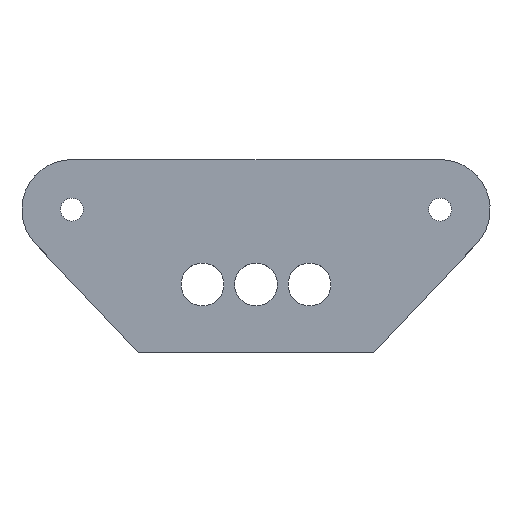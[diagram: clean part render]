
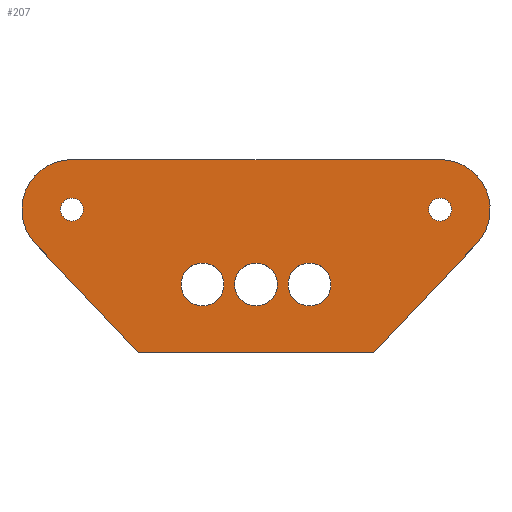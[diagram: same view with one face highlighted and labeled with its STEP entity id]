
A CAD part, top view. The second image highlights one B-rep face of the part: STEP entity #207.
In plain terms, the highlighted planar face has unit normal (0, 0, 1).
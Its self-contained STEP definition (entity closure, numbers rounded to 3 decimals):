
#42=CARTESIAN_POINT('Vertex',(-10.5,-10.5,2.5)) ;
#56=CARTESIAN_POINT('Vertex',(-4.5,-10.5,2.5)) ;
#59=CARTESIAN_POINT('Axis2P3D Location',(-7.5,-10.5,2.5)) ;
#71=CARTESIAN_POINT('Axis2P3D Location',(0.,0.,2.5)) ;
#76=CARTESIAN_POINT('Axis2P3D Location',(-25.809,0.,2.5)) ;
#80=CARTESIAN_POINT('Vertex',(-25.809,7.,2.5)) ;
#82=CARTESIAN_POINT('Vertex',(-30.89,-4.815,2.5)) ;
#85=CARTESIAN_POINT('Line Origine',(-23.695,-12.407,2.5)) ;
#89=CARTESIAN_POINT('Vertex',(-16.5,-20.,2.5)) ;
#92=CARTESIAN_POINT('Line Origine',(0.,-20.,2.5)) ;
#96=CARTESIAN_POINT('Vertex',(16.5,-20.,2.5)) ;
#99=CARTESIAN_POINT('Line Origine',(23.695,-12.407,2.5)) ;
#103=CARTESIAN_POINT('Vertex',(30.89,-4.815,2.5)) ;
#106=CARTESIAN_POINT('Axis2P3D Location',(25.809,0.,2.5)) ;
#110=CARTESIAN_POINT('Vertex',(25.809,7.,2.5)) ;
#113=CARTESIAN_POINT('Line Origine',(0.,7.,2.5)) ;
#126=CARTESIAN_POINT('Axis2P3D Location',(-7.5,-10.5,2.5)) ;
#135=CARTESIAN_POINT('Axis2P3D Location',(25.809,0.,2.5)) ;
#139=CARTESIAN_POINT('Vertex',(24.209,0.,2.5)) ;
#141=CARTESIAN_POINT('Vertex',(27.409,0.,2.5)) ;
#144=CARTESIAN_POINT('Axis2P3D Location',(25.809,0.,2.5)) ;
#153=CARTESIAN_POINT('Axis2P3D Location',(-25.809,0.,2.5)) ;
#157=CARTESIAN_POINT('Vertex',(-27.409,0.,2.5)) ;
#159=CARTESIAN_POINT('Vertex',(-24.209,0.,2.5)) ;
#162=CARTESIAN_POINT('Axis2P3D Location',(-25.809,0.,2.5)) ;
#171=CARTESIAN_POINT('Axis2P3D Location',(0.,-10.5,2.5)) ;
#175=CARTESIAN_POINT('Vertex',(3.,-10.5,2.5)) ;
#177=CARTESIAN_POINT('Vertex',(-3.,-10.5,2.5)) ;
#180=CARTESIAN_POINT('Axis2P3D Location',(0.,-10.5,2.5)) ;
#189=CARTESIAN_POINT('Axis2P3D Location',(7.5,-10.5,2.5)) ;
#193=CARTESIAN_POINT('Vertex',(10.5,-10.5,2.5)) ;
#195=CARTESIAN_POINT('Vertex',(4.5,-10.5,2.5)) ;
#198=CARTESIAN_POINT('Axis2P3D Location',(7.5,-10.5,2.5)) ;
#87=VECTOR('Line Direction',#86,1.) ;
#94=VECTOR('Line Direction',#93,1.) ;
#101=VECTOR('Line Direction',#100,1.) ;
#115=VECTOR('Line Direction',#114,1.) ;
#60=DIRECTION('Axis2P3D Direction',(0.,-0.,-1.)) ;
#72=DIRECTION('Axis2P3D Direction',(0.,0.,1.)) ;
#73=DIRECTION('Axis2P3D XDirection',(1.,0.,0.)) ;
#77=DIRECTION('Axis2P3D Direction',(0.,0.,1.)) ;
#86=DIRECTION('Vector Direction',(-0.688,0.726,0.)) ;
#93=DIRECTION('Vector Direction',(-1.,0.,0.)) ;
#100=DIRECTION('Vector Direction',(0.688,0.726,0.)) ;
#107=DIRECTION('Axis2P3D Direction',(0.,0.,1.)) ;
#114=DIRECTION('Vector Direction',(1.,0.,0.)) ;
#127=DIRECTION('Axis2P3D Direction',(0.,0.,1.)) ;
#136=DIRECTION('Axis2P3D Direction',(0.,0.,1.)) ;
#145=DIRECTION('Axis2P3D Direction',(0.,0.,1.)) ;
#154=DIRECTION('Axis2P3D Direction',(0.,0.,1.)) ;
#163=DIRECTION('Axis2P3D Direction',(0.,0.,1.)) ;
#172=DIRECTION('Axis2P3D Direction',(0.,0.,1.)) ;
#181=DIRECTION('Axis2P3D Direction',(0.,0.,1.)) ;
#190=DIRECTION('Axis2P3D Direction',(0.,0.,1.)) ;
#199=DIRECTION('Axis2P3D Direction',(0.,0.,1.)) ;
#61=AXIS2_PLACEMENT_3D('Circle Axis2P3D',#59,#60,$) ;
#74=AXIS2_PLACEMENT_3D('Plane Axis2P3D',#71,#72,#73) ;
#78=AXIS2_PLACEMENT_3D('Circle Axis2P3D',#76,#77,$) ;
#108=AXIS2_PLACEMENT_3D('Circle Axis2P3D',#106,#107,$) ;
#128=AXIS2_PLACEMENT_3D('Circle Axis2P3D',#126,#127,$) ;
#137=AXIS2_PLACEMENT_3D('Circle Axis2P3D',#135,#136,$) ;
#146=AXIS2_PLACEMENT_3D('Circle Axis2P3D',#144,#145,$) ;
#155=AXIS2_PLACEMENT_3D('Circle Axis2P3D',#153,#154,$) ;
#164=AXIS2_PLACEMENT_3D('Circle Axis2P3D',#162,#163,$) ;
#173=AXIS2_PLACEMENT_3D('Circle Axis2P3D',#171,#172,$) ;
#182=AXIS2_PLACEMENT_3D('Circle Axis2P3D',#180,#181,$) ;
#191=AXIS2_PLACEMENT_3D('Circle Axis2P3D',#189,#190,$) ;
#200=AXIS2_PLACEMENT_3D('Circle Axis2P3D',#198,#199,$) ;
#88=LINE('Line',#85,#87) ;
#95=LINE('Line',#92,#94) ;
#102=LINE('Line',#99,#101) ;
#116=LINE('Line',#113,#115) ;
#62=CIRCLE('generated circle',#61,3.) ;
#79=CIRCLE('generated circle',#78,7.) ;
#109=CIRCLE('generated circle',#108,7.) ;
#129=CIRCLE('generated circle',#128,3.) ;
#138=CIRCLE('generated circle',#137,1.6) ;
#147=CIRCLE('generated circle',#146,1.6) ;
#156=CIRCLE('generated circle',#155,1.6) ;
#165=CIRCLE('generated circle',#164,1.6) ;
#174=CIRCLE('generated circle',#173,3.) ;
#183=CIRCLE('generated circle',#182,3.) ;
#192=CIRCLE('generated circle',#191,3.) ;
#201=CIRCLE('generated circle',#200,3.) ;
#75=PLANE('',#74) ;
#134=FACE_BOUND('',#131,.T.) ;
#152=FACE_BOUND('',#149,.T.) ;
#170=FACE_BOUND('',#167,.T.) ;
#188=FACE_BOUND('',#185,.T.) ;
#206=FACE_BOUND('',#203,.T.) ;
#63=EDGE_CURVE('',#57,#43,#62,.F.) ;
#84=EDGE_CURVE('',#81,#83,#79,.T.) ;
#91=EDGE_CURVE('',#83,#90,#88,.F.) ;
#98=EDGE_CURVE('',#90,#97,#95,.F.) ;
#105=EDGE_CURVE('',#97,#104,#102,.T.) ;
#112=EDGE_CURVE('',#104,#111,#109,.T.) ;
#117=EDGE_CURVE('',#111,#81,#116,.F.) ;
#130=EDGE_CURVE('',#43,#57,#129,.T.) ;
#143=EDGE_CURVE('',#140,#142,#138,.F.) ;
#148=EDGE_CURVE('',#142,#140,#147,.F.) ;
#161=EDGE_CURVE('',#158,#160,#156,.T.) ;
#166=EDGE_CURVE('',#160,#158,#165,.T.) ;
#179=EDGE_CURVE('',#176,#178,#174,.T.) ;
#184=EDGE_CURVE('',#178,#176,#183,.T.) ;
#197=EDGE_CURVE('',#194,#196,#192,.T.) ;
#202=EDGE_CURVE('',#196,#194,#201,.T.) ;
#119=ORIENTED_EDGE('',*,*,#84,.T.) ;
#120=ORIENTED_EDGE('',*,*,#91,.T.) ;
#121=ORIENTED_EDGE('',*,*,#98,.T.) ;
#122=ORIENTED_EDGE('',*,*,#105,.T.) ;
#123=ORIENTED_EDGE('',*,*,#112,.T.) ;
#124=ORIENTED_EDGE('',*,*,#117,.T.) ;
#132=ORIENTED_EDGE('',*,*,#130,.F.) ;
#133=ORIENTED_EDGE('',*,*,#63,.F.) ;
#150=ORIENTED_EDGE('',*,*,#143,.T.) ;
#151=ORIENTED_EDGE('',*,*,#148,.T.) ;
#168=ORIENTED_EDGE('',*,*,#161,.F.) ;
#169=ORIENTED_EDGE('',*,*,#166,.F.) ;
#186=ORIENTED_EDGE('',*,*,#179,.F.) ;
#187=ORIENTED_EDGE('',*,*,#184,.F.) ;
#204=ORIENTED_EDGE('',*,*,#197,.F.) ;
#205=ORIENTED_EDGE('',*,*,#202,.F.) ;
#118=EDGE_LOOP('',(#119,#120,#121,#122,#123,#124)) ;
#131=EDGE_LOOP('',(#132,#133)) ;
#149=EDGE_LOOP('',(#150,#151)) ;
#167=EDGE_LOOP('',(#168,#169)) ;
#185=EDGE_LOOP('',(#186,#187)) ;
#203=EDGE_LOOP('',(#204,#205)) ;
#43=VERTEX_POINT('',#42) ;
#57=VERTEX_POINT('',#56) ;
#81=VERTEX_POINT('',#80) ;
#83=VERTEX_POINT('',#82) ;
#90=VERTEX_POINT('',#89) ;
#97=VERTEX_POINT('',#96) ;
#104=VERTEX_POINT('',#103) ;
#111=VERTEX_POINT('',#110) ;
#140=VERTEX_POINT('',#139) ;
#142=VERTEX_POINT('',#141) ;
#158=VERTEX_POINT('',#157) ;
#160=VERTEX_POINT('',#159) ;
#176=VERTEX_POINT('',#175) ;
#178=VERTEX_POINT('',#177) ;
#194=VERTEX_POINT('',#193) ;
#196=VERTEX_POINT('',#195) ;
#207=ADVANCED_FACE('PartBody',(#125,#134,#152,#170,#188,#206),#75,.T.) ;
#125=FACE_OUTER_BOUND('',#118,.T.) ;
